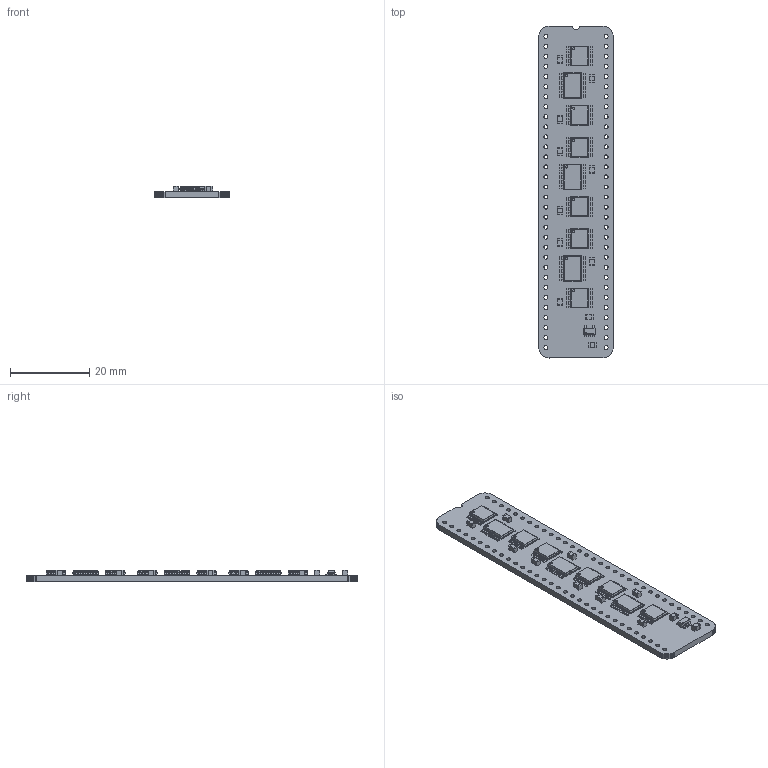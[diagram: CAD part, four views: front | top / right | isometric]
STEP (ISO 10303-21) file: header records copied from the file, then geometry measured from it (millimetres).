
FILE_DESCRIPTION(('KiCad electronic assembly'),'2;1');
FILE_NAME('Video Address Counter.step','2024-02-27T19:27:37',('Pcbnew'), ('Kicad'),'Open CASCADE STEP processor 7.6','KiCad to STEP converter', 'Unknown');
FILE_SCHEMA(('AUTOMOTIVE_DESIGN { 1 0 10303 214 1 1 1 1 }'));
Length unit declared in the file: millimetre
Products named in the file (10): Video Address Counter 1; C_0805_2012Metric; SOLID; MC74VHC139DR2G; COMPOUND; AP7365-33WG-7; 74LVC273PW,118; Video Address Counter PCB
Assembly tree (26 placements, depth 3):
  Video Address Counter 1
    C_0805_2012Metric  x11
      SOLID
    MC74VHC139DR2G  x6
      COMPOUND
    AP7365-33WG-7
      COMPOUND
    74LVC273PW,118  x3
      COMPOUND
    Video Address Counter PCB
Bounding box: 18.8 x 83.97 x 2.93 mm (x, y, z)
Volume: 2655.5 mm3; surface area: 4571 mm2
Topology: 183 solids, 183 shells, 2779 faces, 6983 edges, 4602 vertices
Faces by surface type: plane 2010, cylinder 769
Full cylindrical faces by diameter (mm): 0.2 x1, 0.55 x9, 1 x64
Entity records: 50666 total; most frequent: CARTESIAN_POINT 9990, DIRECTION 7627, LINE 5034, VECTOR 5034, ORIENTED_EDGE 3948, PCURVE 3948, DEFINITIONAL_REPRESENTATION 3948, EDGE_CURVE 1974
